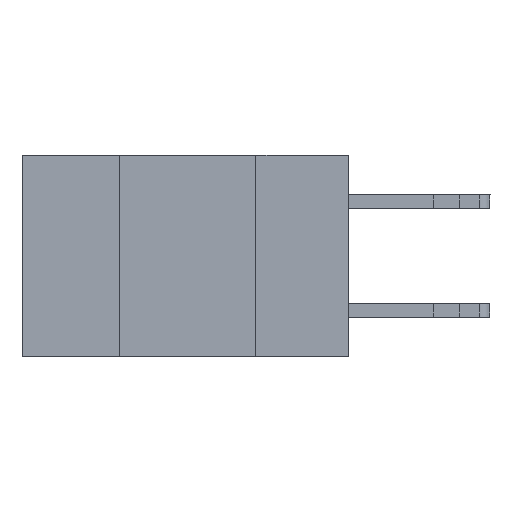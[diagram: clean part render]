
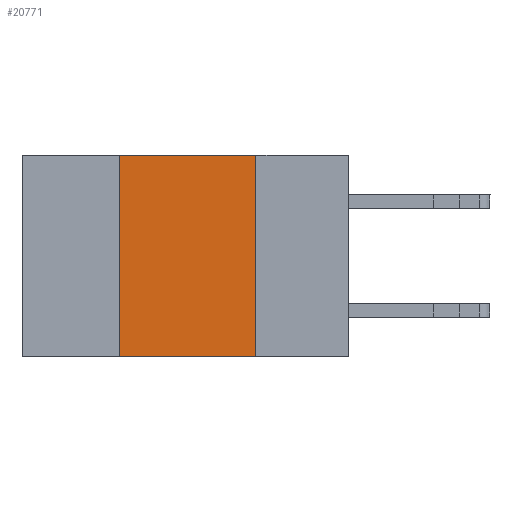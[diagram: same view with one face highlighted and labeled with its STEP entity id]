
A CAD part, left-side view. The second image highlights one B-rep face of the part: STEP entity #20771.
In plain terms, the highlighted planar face has unit normal (-1, 0, 0).
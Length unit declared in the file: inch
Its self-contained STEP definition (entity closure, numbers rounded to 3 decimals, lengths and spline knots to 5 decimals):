
#410 = EDGE_CURVE ( 'NONE', #20766, #8932, #10121, .T. ) ;
#927 = VECTOR ( 'NONE', #4890, 39.37008 ) ;
#1631 = LINE ( 'NONE', #8412, #13192 ) ;
#1972 = DIRECTION ( 'NONE',  ( 0., 0., -1. ) ) ;
#2078 = DIRECTION ( 'NONE',  ( 0., -1., 0. ) ) ;
#2546 = VECTOR ( 'NONE', #8790, 39.37008 ) ;
#2834 = ORIENTED_EDGE ( 'NONE', *, *, #11803, .T. ) ;
#3089 = LINE ( 'NONE', #16008, #927 ) ;
#3808 = ORIENTED_EDGE ( 'NONE', *, *, #7561, .F. ) ;
#4890 = DIRECTION ( 'NONE',  ( 0., -1., 0. ) ) ;
#5144 = DIRECTION ( 'NONE',  ( 0., 0., -1. ) ) ;
#6046 = EDGE_LOOP ( 'NONE', ( #20332, #9679, #3808, #2834 ) ) ;
#6785 = LINE ( 'NONE', #13230, #2546 ) ;
#7561 = EDGE_CURVE ( 'NONE', #11511, #20766, #6785, .T. ) ;
#7827 = VERTEX_POINT ( 'NONE', #17766 ) ;
#8412 = CARTESIAN_POINT ( 'NONE',  ( 0., 0.17, 0. ) ) ;
#8790 = DIRECTION ( 'NONE',  ( 0., 0., 1. ) ) ;
#8900 = CARTESIAN_POINT ( 'NONE',  ( 0., 0.17, 0. ) ) ;
#8932 = VERTEX_POINT ( 'NONE', #8900 ) ;
#9679 = ORIENTED_EDGE ( 'NONE', *, *, #410, .F. ) ;
#9813 = CARTESIAN_POINT ( 'NONE',  ( 0., 0.42, 0. ) ) ;
#10020 = CARTESIAN_POINT ( 'NONE',  ( 0., 0.6, 0. ) ) ;
#10121 = LINE ( 'NONE', #16585, #19508 ) ;
#11511 = VERTEX_POINT ( 'NONE', #20057 ) ;
#11803 = EDGE_CURVE ( 'NONE', #11511, #7827, #3089, .T. ) ;
#13192 = VECTOR ( 'NONE', #5144, 39.37008 ) ;
#13230 = CARTESIAN_POINT ( 'NONE',  ( 0., 0.42, 0. ) ) ;
#13459 = AXIS2_PLACEMENT_3D ( 'NONE', #10020, #16481, #1972 ) ;
#14586 = FACE_OUTER_BOUND ( 'NONE', #6046, .T. ) ;
#16008 = CARTESIAN_POINT ( 'NONE',  ( 0., 0.6, -0.37 ) ) ;
#16481 = DIRECTION ( 'NONE',  ( 1., 0., 0. ) ) ;
#16585 = CARTESIAN_POINT ( 'NONE',  ( 0., 0.6, 0. ) ) ;
#16596 = PLANE ( 'NONE',  #13459 ) ;
#17250 = EDGE_CURVE ( 'NONE', #8932, #7827, #1631, .T. ) ;
#17766 = CARTESIAN_POINT ( 'NONE',  ( 0., 0.17, -0.37 ) ) ;
#19508 = VECTOR ( 'NONE', #2078, 39.37008 ) ;
#20057 = CARTESIAN_POINT ( 'NONE',  ( 0., 0.42, -0.37 ) ) ;
#20332 = ORIENTED_EDGE ( 'NONE', *, *, #17250, .F. ) ;
#20766 = VERTEX_POINT ( 'NONE', #9813 ) ;
#20771 = ADVANCED_FACE ( 'NONE', ( #14586 ), #16596, .F. ) ;
